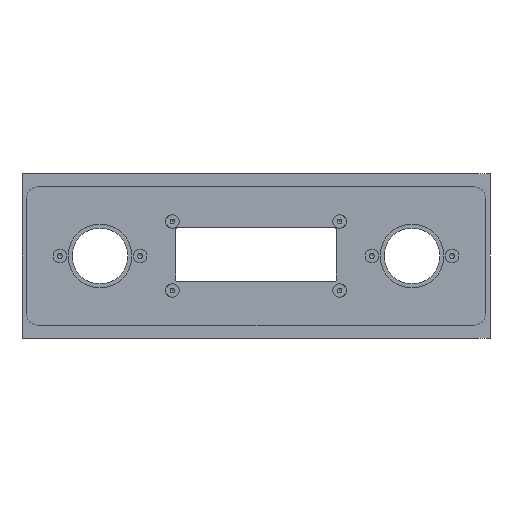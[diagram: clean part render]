
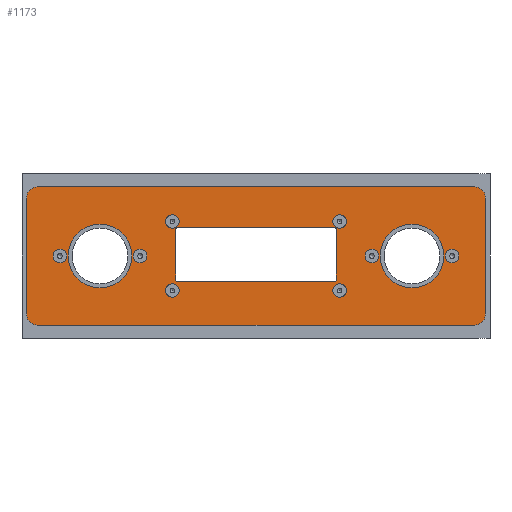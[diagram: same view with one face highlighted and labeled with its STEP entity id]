
A CAD part, front view. The second image highlights one B-rep face of the part: STEP entity #1173.
In plain terms, the highlighted planar face has unit normal (0, -1, 0).
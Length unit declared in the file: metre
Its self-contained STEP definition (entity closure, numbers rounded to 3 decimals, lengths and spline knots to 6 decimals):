
#29=LINE('',#1987,#75);
#32=LINE('',#2005,#78);
#35=LINE('',#2013,#81);
#38=LINE('',#2031,#84);
#46=LINE('',#2096,#92);
#47=LINE('',#2101,#93);
#48=LINE('',#2105,#94);
#49=LINE('',#2109,#95);
#75=VECTOR('',#1555,1.);
#78=VECTOR('',#1574,1.);
#81=VECTOR('',#1583,1.);
#84=VECTOR('',#1602,1.);
#92=VECTOR('',#1674,1.);
#93=VECTOR('',#1677,1.);
#94=VECTOR('',#1680,1.);
#95=VECTOR('',#1683,1.);
#142=PLANE('',#1343);
#325=ORIENTED_EDGE('',*,*,#531,.F.);
#326=ORIENTED_EDGE('',*,*,#532,.F.);
#327=ORIENTED_EDGE('',*,*,#533,.F.);
#328=ORIENTED_EDGE('',*,*,#534,.F.);
#329=ORIENTED_EDGE('',*,*,#535,.F.);
#330=ORIENTED_EDGE('',*,*,#536,.F.);
#331=ORIENTED_EDGE('',*,*,#537,.F.);
#332=ORIENTED_EDGE('',*,*,#538,.F.);
#333=ORIENTED_EDGE('',*,*,#514,.F.);
#334=ORIENTED_EDGE('',*,*,#436,.F.);
#335=ORIENTED_EDGE('',*,*,#432,.F.);
#336=ORIENTED_EDGE('',*,*,#424,.F.);
#337=ORIENTED_EDGE('',*,*,#418,.F.);
#338=ORIENTED_EDGE('',*,*,#478,.T.);
#339=ORIENTED_EDGE('',*,*,#502,.T.);
#340=ORIENTED_EDGE('',*,*,#495,.T.);
#341=ORIENTED_EDGE('',*,*,#493,.F.);
#342=ORIENTED_EDGE('',*,*,#491,.T.);
#343=ORIENTED_EDGE('',*,*,#489,.F.);
#344=ORIENTED_EDGE('',*,*,#482,.T.);
#345=ORIENTED_EDGE('',*,*,#480,.T.);
#346=ORIENTED_EDGE('',*,*,#415,.F.);
#347=ORIENTED_EDGE('',*,*,#421,.F.);
#348=ORIENTED_EDGE('',*,*,#430,.F.);
#349=ORIENTED_EDGE('',*,*,#434,.F.);
#350=ORIENTED_EDGE('',*,*,#519,.F.);
#415=EDGE_CURVE('',#547,#547,#665,.F.);
#418=EDGE_CURVE('',#550,#550,#667,.F.);
#421=EDGE_CURVE('',#553,#553,#669,.F.);
#424=EDGE_CURVE('',#556,#556,#671,.F.);
#430=EDGE_CURVE('',#563,#563,#676,.F.);
#432=EDGE_CURVE('',#565,#565,#678,.F.);
#434=EDGE_CURVE('',#567,#567,#680,.F.);
#436=EDGE_CURVE('',#569,#569,#682,.F.);
#478=EDGE_CURVE('',#615,#614,#708,.F.);
#480=EDGE_CURVE('',#616,#615,#29,.T.);
#482=EDGE_CURVE('',#617,#616,#709,.F.);
#489=EDGE_CURVE('',#617,#623,#32,.T.);
#491=EDGE_CURVE('',#624,#623,#715,.F.);
#493=EDGE_CURVE('',#624,#625,#35,.T.);
#495=EDGE_CURVE('',#626,#625,#716,.F.);
#502=EDGE_CURVE('',#614,#626,#38,.T.);
#514=EDGE_CURVE('',#642,#642,#732,.F.);
#519=EDGE_CURVE('',#647,#647,#737,.F.);
#531=EDGE_CURVE('',#657,#658,#46,.T.);
#532=EDGE_CURVE('',#659,#657,#743,.F.);
#533=EDGE_CURVE('',#660,#659,#47,.T.);
#534=EDGE_CURVE('',#661,#660,#744,.F.);
#535=EDGE_CURVE('',#662,#661,#48,.T.);
#536=EDGE_CURVE('',#663,#662,#745,.F.);
#537=EDGE_CURVE('',#664,#663,#49,.T.);
#538=EDGE_CURVE('',#658,#664,#746,.F.);
#547=VERTEX_POINT('',#1745);
#550=VERTEX_POINT('',#1770);
#553=VERTEX_POINT('',#1795);
#556=VERTEX_POINT('',#1820);
#563=VERTEX_POINT('',#1855);
#565=VERTEX_POINT('',#1860);
#567=VERTEX_POINT('',#1865);
#569=VERTEX_POINT('',#1870);
#614=VERTEX_POINT('',#1982);
#615=VERTEX_POINT('',#1984);
#616=VERTEX_POINT('',#1988);
#617=VERTEX_POINT('',#1992);
#623=VERTEX_POINT('',#2006);
#624=VERTEX_POINT('',#2010);
#625=VERTEX_POINT('',#2014);
#626=VERTEX_POINT('',#2018);
#642=VERTEX_POINT('',#2058);
#647=VERTEX_POINT('',#2072);
#657=VERTEX_POINT('',#2097);
#658=VERTEX_POINT('',#2098);
#659=VERTEX_POINT('',#2100);
#660=VERTEX_POINT('',#2102);
#661=VERTEX_POINT('',#2104);
#662=VERTEX_POINT('',#2106);
#663=VERTEX_POINT('',#2108);
#664=VERTEX_POINT('',#2110);
#665=CIRCLE('',#1212,0.003075);
#667=CIRCLE('',#1215,0.003075);
#669=CIRCLE('',#1218,0.003075);
#671=CIRCLE('',#1221,0.003075);
#676=CIRCLE('',#1230,0.003075);
#678=CIRCLE('',#1233,0.003075);
#680=CIRCLE('',#1236,0.003075);
#682=CIRCLE('',#1239,0.003075);
#708=CIRCLE('',#1291,0.005);
#709=CIRCLE('',#1294,0.005);
#715=CIRCLE('',#1302,0.005);
#716=CIRCLE('',#1305,0.005);
#732=CIRCLE('',#1326,0.0143);
#737=CIRCLE('',#1335,0.0143);
#743=CIRCLE('',#1344,0.00075);
#744=CIRCLE('',#1345,0.00075);
#745=CIRCLE('',#1346,0.00075);
#746=CIRCLE('',#1347,0.00075);
#861=EDGE_LOOP('',(#325,#326,#327,#328,#329,#330,#331,#332));
#862=EDGE_LOOP('',(#333));
#863=EDGE_LOOP('',(#334));
#864=EDGE_LOOP('',(#335));
#865=EDGE_LOOP('',(#336));
#866=EDGE_LOOP('',(#337));
#867=EDGE_LOOP('',(#338,#339,#340,#341,#342,#343,#344,#345));
#868=EDGE_LOOP('',(#346));
#869=EDGE_LOOP('',(#347));
#870=EDGE_LOOP('',(#348));
#871=EDGE_LOOP('',(#349));
#872=EDGE_LOOP('',(#350));
#1029=FACE_BOUND('',#861,.T.);
#1030=FACE_BOUND('',#862,.T.);
#1031=FACE_BOUND('',#863,.T.);
#1032=FACE_BOUND('',#864,.T.);
#1033=FACE_BOUND('',#865,.T.);
#1034=FACE_BOUND('',#866,.T.);
#1035=FACE_BOUND('',#867,.T.);
#1036=FACE_BOUND('',#868,.T.);
#1037=FACE_BOUND('',#869,.T.);
#1038=FACE_BOUND('',#870,.T.);
#1039=FACE_BOUND('',#871,.T.);
#1040=FACE_BOUND('',#872,.T.);
#1173=ADVANCED_FACE('',(#1029,#1030,#1031,#1032,#1033,#1034,#1035,#1036,
#1037,#1038,#1039,#1040),#142,.F.);
#1212=AXIS2_PLACEMENT_3D('',#1744,#1376,#1377);
#1215=AXIS2_PLACEMENT_3D('',#1769,#1382,#1383);
#1218=AXIS2_PLACEMENT_3D('',#1794,#1388,#1389);
#1221=AXIS2_PLACEMENT_3D('',#1819,#1394,#1395);
#1230=AXIS2_PLACEMENT_3D('',#1854,#1412,#1413);
#1233=AXIS2_PLACEMENT_3D('',#1859,#1418,#1419);
#1236=AXIS2_PLACEMENT_3D('',#1864,#1424,#1425);
#1239=AXIS2_PLACEMENT_3D('',#1869,#1430,#1431);
#1291=AXIS2_PLACEMENT_3D('',#1983,#1550,#1551);
#1294=AXIS2_PLACEMENT_3D('',#1991,#1559,#1560);
#1302=AXIS2_PLACEMENT_3D('',#2009,#1578,#1579);
#1305=AXIS2_PLACEMENT_3D('',#2017,#1587,#1588);
#1326=AXIS2_PLACEMENT_3D('',#2057,#1632,#1633);
#1335=AXIS2_PLACEMENT_3D('',#2071,#1650,#1651);
#1343=AXIS2_PLACEMENT_3D('',#2095,#1672,#1673);
#1344=AXIS2_PLACEMENT_3D('',#2099,#1675,#1676);
#1345=AXIS2_PLACEMENT_3D('',#2103,#1678,#1679);
#1346=AXIS2_PLACEMENT_3D('',#2107,#1681,#1682);
#1347=AXIS2_PLACEMENT_3D('',#2111,#1684,#1685);
#1376=DIRECTION('',(0.,1.,0.));
#1377=DIRECTION('',(0.,0.,1.));
#1382=DIRECTION('',(0.,1.,0.));
#1383=DIRECTION('',(0.,0.,1.));
#1388=DIRECTION('',(0.,1.,0.));
#1389=DIRECTION('',(0.,0.,1.));
#1394=DIRECTION('',(0.,1.,0.));
#1395=DIRECTION('',(0.,0.,1.));
#1412=DIRECTION('',(0.,1.,0.));
#1413=DIRECTION('',(0.,0.,1.));
#1418=DIRECTION('',(0.,1.,0.));
#1419=DIRECTION('',(0.,0.,1.));
#1424=DIRECTION('',(0.,1.,0.));
#1425=DIRECTION('',(0.,0.,1.));
#1430=DIRECTION('',(0.,1.,0.));
#1431=DIRECTION('',(0.,0.,1.));
#1550=DIRECTION('',(0.,1.,0.));
#1551=DIRECTION('',(0.,0.,1.));
#1555=DIRECTION('',(0.,0.,-1.));
#1559=DIRECTION('',(0.,1.,0.));
#1560=DIRECTION('',(0.,0.,1.));
#1574=DIRECTION('',(1.,0.,0.));
#1578=DIRECTION('',(0.,1.,0.));
#1579=DIRECTION('',(0.,0.,1.));
#1583=DIRECTION('',(0.,0.,-1.));
#1587=DIRECTION('',(0.,1.,0.));
#1588=DIRECTION('',(0.,0.,1.));
#1602=DIRECTION('',(1.,0.,0.));
#1632=DIRECTION('',(0.,1.,0.));
#1633=DIRECTION('',(0.,0.,1.));
#1650=DIRECTION('',(0.,1.,0.));
#1651=DIRECTION('',(0.,0.,1.));
#1672=DIRECTION('',(0.,1.,0.));
#1673=DIRECTION('',(0.,0.,1.));
#1674=DIRECTION('',(0.,0.,1.));
#1675=DIRECTION('',(0.,1.,0.));
#1676=DIRECTION('',(0.,0.,1.));
#1677=DIRECTION('',(1.,0.,0.));
#1678=DIRECTION('',(0.,1.,0.));
#1679=DIRECTION('',(0.,0.,1.));
#1680=DIRECTION('',(0.,0.,-1.));
#1681=DIRECTION('',(0.,1.,0.));
#1682=DIRECTION('',(0.,0.,1.));
#1683=DIRECTION('',(-1.,0.,0.));
#1684=DIRECTION('',(0.,1.,0.));
#1685=DIRECTION('',(0.,0.,1.));
#1744=CARTESIAN_POINT('',(-0.0375,0.0053,0.0155));
#1745=CARTESIAN_POINT('',(-0.0375,0.0053,0.018575));
#1769=CARTESIAN_POINT('',(-0.0375,0.0053,-0.0155));
#1770=CARTESIAN_POINT('',(-0.0375,0.0053,-0.012425));
#1794=CARTESIAN_POINT('',(0.0375,0.0053,-0.0155));
#1795=CARTESIAN_POINT('',(0.0375,0.0053,-0.012425));
#1819=CARTESIAN_POINT('',(0.0375,0.0053,0.0155));
#1820=CARTESIAN_POINT('',(0.0375,0.0053,0.018575));
#1854=CARTESIAN_POINT('',(-0.052,0.0053,0.));
#1855=CARTESIAN_POINT('',(-0.052,0.0053,0.003075));
#1859=CARTESIAN_POINT('',(-0.088,0.0053,0.));
#1860=CARTESIAN_POINT('',(-0.088,0.0053,0.003075));
#1864=CARTESIAN_POINT('',(0.052,0.0053,0.));
#1865=CARTESIAN_POINT('',(0.052,0.0053,0.003075));
#1869=CARTESIAN_POINT('',(0.088,0.0053,0.));
#1870=CARTESIAN_POINT('',(0.088,0.0053,0.003075));
#1982=CARTESIAN_POINT('',(-0.098,0.0053,-0.031));
#1983=CARTESIAN_POINT('',(-0.098,0.0053,-0.026));
#1984=CARTESIAN_POINT('',(-0.103,0.0053,-0.026));
#1987=CARTESIAN_POINT('',(-0.103,0.0053,0.));
#1988=CARTESIAN_POINT('',(-0.103,0.0053,0.026));
#1991=CARTESIAN_POINT('',(-0.098,0.0053,0.026));
#1992=CARTESIAN_POINT('',(-0.098,0.0053,0.031));
#2005=CARTESIAN_POINT('',(0.,0.0053,0.031));
#2006=CARTESIAN_POINT('',(0.098,0.0053,0.031));
#2009=CARTESIAN_POINT('',(0.098,0.0053,0.026));
#2010=CARTESIAN_POINT('',(0.103,0.0053,0.026));
#2013=CARTESIAN_POINT('',(0.103,0.0053,0.));
#2014=CARTESIAN_POINT('',(0.103,0.0053,-0.026));
#2017=CARTESIAN_POINT('',(0.098,0.0053,-0.026));
#2018=CARTESIAN_POINT('',(0.098,0.0053,-0.031));
#2031=CARTESIAN_POINT('',(0.,0.0053,-0.031));
#2057=CARTESIAN_POINT('',(-0.07,0.0053,0.));
#2058=CARTESIAN_POINT('',(-0.07,0.0053,0.0143));
#2071=CARTESIAN_POINT('',(0.07,0.0053,0.));
#2072=CARTESIAN_POINT('',(0.07,0.0053,0.0143));
#2095=CARTESIAN_POINT('',(0.,0.0053,0.));
#2096=CARTESIAN_POINT('',(0.036,0.0053,0.00055));
#2097=CARTESIAN_POINT('',(0.036,0.0053,-0.0108));
#2098=CARTESIAN_POINT('',(0.036,0.0053,0.0119));
#2099=CARTESIAN_POINT('',(0.03525,0.0053,-0.0108));
#2100=CARTESIAN_POINT('',(0.03525,0.0053,-0.01155));
#2101=CARTESIAN_POINT('',(0.,0.0053,-0.01155));
#2102=CARTESIAN_POINT('',(-0.03525,0.0053,-0.01155));
#2103=CARTESIAN_POINT('',(-0.03525,0.0053,-0.0108));
#2104=CARTESIAN_POINT('',(-0.036,0.0053,-0.0108));
#2105=CARTESIAN_POINT('',(-0.036,0.0053,0.00055));
#2106=CARTESIAN_POINT('',(-0.036,0.0053,0.0119));
#2107=CARTESIAN_POINT('',(-0.03525,0.0053,0.0119));
#2108=CARTESIAN_POINT('',(-0.03525,0.0053,0.01265));
#2109=CARTESIAN_POINT('',(0.,0.0053,0.01265));
#2110=CARTESIAN_POINT('',(0.03525,0.0053,0.01265));
#2111=CARTESIAN_POINT('',(0.03525,0.0053,0.0119));
